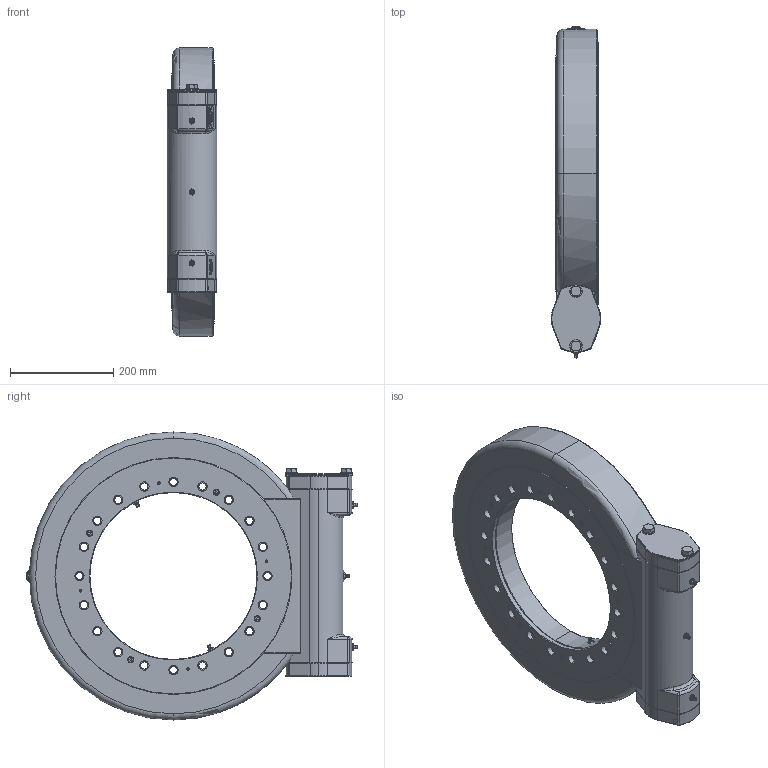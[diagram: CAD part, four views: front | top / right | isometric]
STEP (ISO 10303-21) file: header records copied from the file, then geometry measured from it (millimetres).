
FILE_DESCRIPTION (( 'STEP AP214' ), '1' );
FILE_NAME ('BE523-Z1 - SH.STEP', '2018-05-24T08:46:05', ( '' ), ( '' ), 'SwSTEP 2.0', 'SolidWorks 2016', '' );
FILE_SCHEMA (( 'AUTOMOTIVE_DESIGN' ));
Length unit declared in the file: millimetre
Products named in the file (1): BE523-Z1 - SH
Bounding box: 96 x 644 x 559 mm (x, y, z)
Surface area: 918917 mm2 (no closed solid volume)
Topology: 0 solids, 54 shells, 683 faces, 2584 edges, 1908 vertices
Faces by surface type: cylinder 267, plane 205, torus 111, cone 78, bspline 14, sphere 8
Entity records: 39041 total; most frequent: CARTESIAN_POINT 9851, DIRECTION 4565, ORIENTED_EDGE 3913, EDGE_CURVE 2568, VERTEX_POINT 1908, AXIS2_PLACEMENT_3D 1678, LINE 1209, VECTOR 1209
